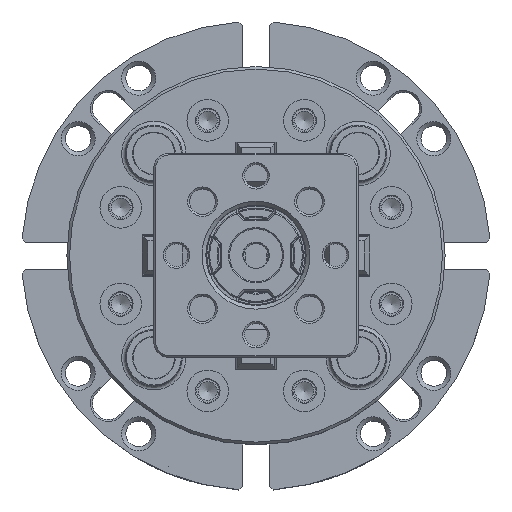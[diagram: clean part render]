
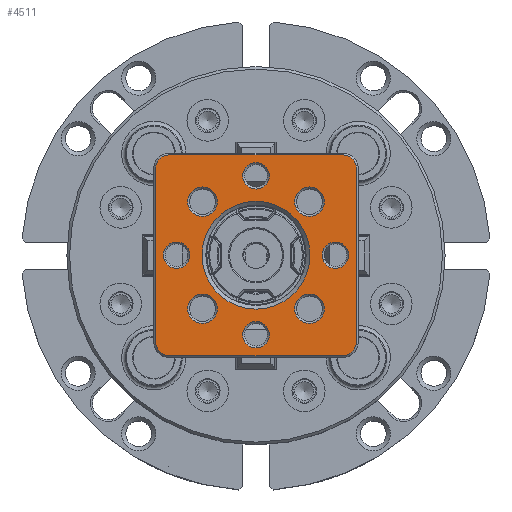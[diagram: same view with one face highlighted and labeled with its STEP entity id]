
A CAD part, top view. The second image highlights one B-rep face of the part: STEP entity #4511.
In plain terms, the highlighted planar face has unit normal (0, 0, 1).
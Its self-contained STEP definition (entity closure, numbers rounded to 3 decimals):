
#2279=LINE('',#27986,#3497);
#2280=LINE('',#27991,#3498);
#2281=LINE('',#27995,#3499);
#2282=LINE('',#27999,#3500);
#3497=VECTOR('',#21926,1.);
#3498=VECTOR('',#21929,1.);
#3499=VECTOR('',#21932,1.);
#3500=VECTOR('',#21935,1.);
#4511=ADVANCED_FACE('',(#6209,#6210,#6211,#6212,#6213,#6214,#6215,#6216,
#6217,#6218),#5652,.F.);
#5652=PLANE('',#19271);
#6209=FACE_BOUND('',#7080,.T.);
#6210=FACE_BOUND('',#7081,.T.);
#6211=FACE_BOUND('',#7082,.T.);
#6212=FACE_BOUND('',#7083,.T.);
#6213=FACE_BOUND('',#7084,.T.);
#6214=FACE_BOUND('',#7085,.T.);
#6215=FACE_BOUND('',#7086,.T.);
#6216=FACE_BOUND('',#7087,.T.);
#6217=FACE_BOUND('',#7088,.T.);
#6218=FACE_BOUND('',#7089,.T.);
#7080=EDGE_LOOP('',(#9112));
#7081=EDGE_LOOP('',(#9113));
#7082=EDGE_LOOP('',(#9114));
#7083=EDGE_LOOP('',(#9115));
#7084=EDGE_LOOP('',(#9116));
#7085=EDGE_LOOP('',(#9117));
#7086=EDGE_LOOP('',(#9118));
#7087=EDGE_LOOP('',(#9119));
#7088=EDGE_LOOP('',(#9120,#9121,#9122,#9123,#9124,#9125,#9126,#9127));
#7089=EDGE_LOOP('',(#9128));
#9112=ORIENTED_EDGE('',*,*,#16007,.T.);
#9113=ORIENTED_EDGE('',*,*,#16008,.T.);
#9114=ORIENTED_EDGE('',*,*,#16009,.T.);
#9115=ORIENTED_EDGE('',*,*,#16010,.T.);
#9116=ORIENTED_EDGE('',*,*,#16011,.T.);
#9117=ORIENTED_EDGE('',*,*,#16012,.T.);
#9118=ORIENTED_EDGE('',*,*,#16013,.T.);
#9119=ORIENTED_EDGE('',*,*,#16014,.T.);
#9120=ORIENTED_EDGE('',*,*,#16015,.T.);
#9121=ORIENTED_EDGE('',*,*,#16016,.T.);
#9122=ORIENTED_EDGE('',*,*,#16017,.T.);
#9123=ORIENTED_EDGE('',*,*,#16018,.T.);
#9124=ORIENTED_EDGE('',*,*,#16019,.T.);
#9125=ORIENTED_EDGE('',*,*,#16020,.T.);
#9126=ORIENTED_EDGE('',*,*,#16021,.T.);
#9127=ORIENTED_EDGE('',*,*,#16022,.T.);
#9128=ORIENTED_EDGE('',*,*,#16023,.T.);
#14142=VERTEX_POINT('',#27971);
#14143=VERTEX_POINT('',#27973);
#14144=VERTEX_POINT('',#27975);
#14145=VERTEX_POINT('',#27977);
#14146=VERTEX_POINT('',#27979);
#14147=VERTEX_POINT('',#27981);
#14148=VERTEX_POINT('',#27983);
#14149=VERTEX_POINT('',#27985);
#14150=VERTEX_POINT('',#27987);
#14151=VERTEX_POINT('',#27988);
#14152=VERTEX_POINT('',#27990);
#14153=VERTEX_POINT('',#27992);
#14154=VERTEX_POINT('',#27994);
#14155=VERTEX_POINT('',#27996);
#14156=VERTEX_POINT('',#27998);
#14157=VERTEX_POINT('',#28000);
#14158=VERTEX_POINT('',#28003);
#16007=EDGE_CURVE('',#14142,#14142,#18265,.T.);
#16008=EDGE_CURVE('',#14143,#14143,#18266,.T.);
#16009=EDGE_CURVE('',#14144,#14144,#18267,.T.);
#16010=EDGE_CURVE('',#14145,#14145,#18268,.T.);
#16011=EDGE_CURVE('',#14146,#14146,#18269,.T.);
#16012=EDGE_CURVE('',#14147,#14147,#18270,.T.);
#16013=EDGE_CURVE('',#14148,#14148,#18271,.T.);
#16014=EDGE_CURVE('',#14149,#14149,#18272,.T.);
#16015=EDGE_CURVE('',#14150,#14151,#2279,.T.);
#16016=EDGE_CURVE('',#14151,#14152,#18273,.T.);
#16017=EDGE_CURVE('',#14152,#14153,#2280,.T.);
#16018=EDGE_CURVE('',#14153,#14154,#18274,.T.);
#16019=EDGE_CURVE('',#14154,#14155,#2281,.T.);
#16020=EDGE_CURVE('',#14155,#14156,#18275,.T.);
#16021=EDGE_CURVE('',#14156,#14157,#2282,.T.);
#16022=EDGE_CURVE('',#14157,#14150,#18276,.T.);
#16023=EDGE_CURVE('',#14158,#14158,#18277,.T.);
#18265=CIRCLE('',#19258,3.5);
#18266=CIRCLE('',#19259,3.9);
#18267=CIRCLE('',#19260,3.5);
#18268=CIRCLE('',#19261,3.9);
#18269=CIRCLE('',#19262,3.5);
#18270=CIRCLE('',#19263,3.9);
#18271=CIRCLE('',#19264,3.5);
#18272=CIRCLE('',#19265,3.9);
#18273=CIRCLE('',#19266,3.5);
#18274=CIRCLE('',#19267,3.5);
#18275=CIRCLE('',#19268,3.5);
#18276=CIRCLE('',#19269,3.5);
#18277=CIRCLE('',#19270,14.25);
#19258=AXIS2_PLACEMENT_3D('',#27970,#21910,#21911);
#19259=AXIS2_PLACEMENT_3D('',#27972,#21912,#21913);
#19260=AXIS2_PLACEMENT_3D('',#27974,#21914,#21915);
#19261=AXIS2_PLACEMENT_3D('',#27976,#21916,#21917);
#19262=AXIS2_PLACEMENT_3D('',#27978,#21918,#21919);
#19263=AXIS2_PLACEMENT_3D('',#27980,#21920,#21921);
#19264=AXIS2_PLACEMENT_3D('',#27982,#21922,#21923);
#19265=AXIS2_PLACEMENT_3D('',#27984,#21924,#21925);
#19266=AXIS2_PLACEMENT_3D('',#27989,#21927,#21928);
#19267=AXIS2_PLACEMENT_3D('',#27993,#21930,#21931);
#19268=AXIS2_PLACEMENT_3D('',#27997,#21933,#21934);
#19269=AXIS2_PLACEMENT_3D('',#28001,#21936,#21937);
#19270=AXIS2_PLACEMENT_3D('',#28002,#21938,#21939);
#19271=AXIS2_PLACEMENT_3D('',#28004,#21940,#21941);
#21910=DIRECTION('',(0.,0.,-1.));
#21911=DIRECTION('',(-1.,0.,0.));
#21912=DIRECTION('',(0.,0.,-1.));
#21913=DIRECTION('',(-1.,0.,0.));
#21914=DIRECTION('',(0.,0.,-1.));
#21915=DIRECTION('',(-1.,0.,0.));
#21916=DIRECTION('',(0.,0.,-1.));
#21917=DIRECTION('',(-1.,0.,0.));
#21918=DIRECTION('',(0.,0.,-1.));
#21919=DIRECTION('',(-1.,0.,0.));
#21920=DIRECTION('',(0.,0.,-1.));
#21921=DIRECTION('',(-1.,0.,0.));
#21922=DIRECTION('',(0.,0.,-1.));
#21923=DIRECTION('',(-1.,0.,0.));
#21924=DIRECTION('',(0.,0.,-1.));
#21925=DIRECTION('',(-1.,0.,0.));
#21926=DIRECTION('',(0.,1.,0.));
#21927=DIRECTION('',(0.,0.,1.));
#21928=DIRECTION('',(-1.,0.,0.));
#21929=DIRECTION('',(-1.,0.,0.));
#21930=DIRECTION('',(0.,0.,1.));
#21931=DIRECTION('',(-1.,0.,0.));
#21932=DIRECTION('',(0.,-1.,0.));
#21933=DIRECTION('',(0.,0.,1.));
#21934=DIRECTION('',(-1.,0.,0.));
#21935=DIRECTION('',(1.,0.,0.));
#21936=DIRECTION('',(0.,0.,1.));
#21937=DIRECTION('',(-1.,0.,0.));
#21938=DIRECTION('',(0.,0.,-1.));
#21939=DIRECTION('',(-1.,0.,0.));
#21940=DIRECTION('',(0.,0.,-1.));
#21941=DIRECTION('',(-1.,0.,0.));
#27970=CARTESIAN_POINT('',(800.,-221.,59.15));
#27971=CARTESIAN_POINT('',(796.5,-221.,59.15));
#27972=CARTESIAN_POINT('',(814.142,-214.142,59.15));
#27973=CARTESIAN_POINT('',(810.242,-214.142,59.15));
#27974=CARTESIAN_POINT('',(821.,-200.,59.15));
#27975=CARTESIAN_POINT('',(817.5,-200.,59.15));
#27976=CARTESIAN_POINT('',(814.142,-185.858,59.15));
#27977=CARTESIAN_POINT('',(810.242,-185.858,59.15));
#27978=CARTESIAN_POINT('',(800.,-179.,59.15));
#27979=CARTESIAN_POINT('',(796.5,-179.,59.15));
#27980=CARTESIAN_POINT('',(785.858,-185.858,59.15));
#27981=CARTESIAN_POINT('',(781.958,-185.858,59.15));
#27982=CARTESIAN_POINT('',(779.,-200.,59.15));
#27983=CARTESIAN_POINT('',(775.5,-200.,59.15));
#27984=CARTESIAN_POINT('',(785.858,-214.142,59.15));
#27985=CARTESIAN_POINT('',(781.958,-214.142,59.15));
#27986=CARTESIAN_POINT('',(826.5,-177.,59.15));
#27987=CARTESIAN_POINT('',(826.5,-223.,59.15));
#27988=CARTESIAN_POINT('',(826.5,-177.,59.15));
#27989=CARTESIAN_POINT('',(823.,-177.,59.15));
#27990=CARTESIAN_POINT('',(823.,-173.5,59.15));
#27991=CARTESIAN_POINT('',(777.,-173.5,59.15));
#27992=CARTESIAN_POINT('',(777.,-173.5,59.15));
#27993=CARTESIAN_POINT('',(777.,-177.,59.15));
#27994=CARTESIAN_POINT('',(773.5,-177.,59.15));
#27995=CARTESIAN_POINT('',(773.5,-223.,59.15));
#27996=CARTESIAN_POINT('',(773.5,-223.,59.15));
#27997=CARTESIAN_POINT('',(777.,-223.,59.15));
#27998=CARTESIAN_POINT('',(777.,-226.5,59.15));
#27999=CARTESIAN_POINT('',(823.,-226.5,59.15));
#28000=CARTESIAN_POINT('',(823.,-226.5,59.15));
#28001=CARTESIAN_POINT('',(823.,-223.,59.15));
#28002=CARTESIAN_POINT('',(800.,-200.,59.15));
#28003=CARTESIAN_POINT('',(785.75,-200.,59.15));
#28004=CARTESIAN_POINT('',(823.,-223.,59.15));
